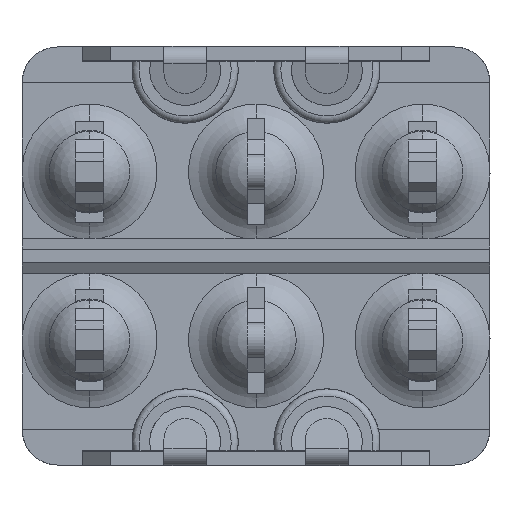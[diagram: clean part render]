
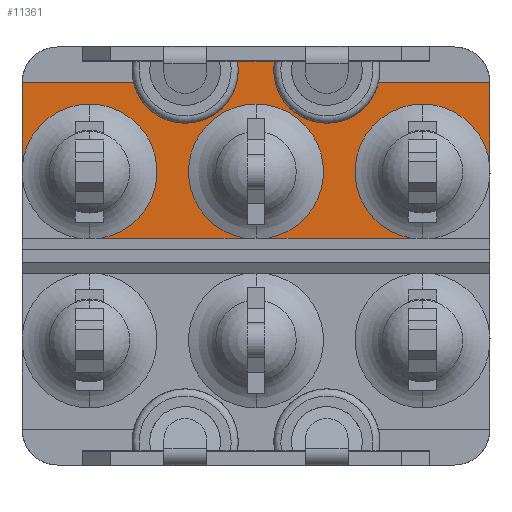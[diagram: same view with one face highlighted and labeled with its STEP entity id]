
A CAD part, front view. The second image highlights one B-rep face of the part: STEP entity #11361.
In plain terms, the highlighted planar face has unit normal (0, -1, 0).
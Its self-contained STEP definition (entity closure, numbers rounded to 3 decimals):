
#658=DIRECTION('',(-1.,0.,0.));
#659=VECTOR('',#658,1.042);
#660=CARTESIAN_POINT('',(0.521,0.35,5.5));
#661=LINE('',#660,#659);
#778=DIRECTION('',(0.,0.,1.));
#779=VECTOR('',#778,2.368);
#780=CARTESIAN_POINT('',(6.6,0.35,2.532));
#781=LINE('',#780,#779);
#848=CARTESIAN_POINT('',(4.7,0.35,2.381));
#849=DIRECTION('',(0.,1.,0.));
#850=DIRECTION('',(-0.161,0.,-0.987));
#851=AXIS2_PLACEMENT_3D('',#848,#849,#850);
#853=DIRECTION('',(1.,0.,0.));
#854=VECTOR('',#853,4.085);
#855=CARTESIAN_POINT('',(0.308,0.35,0.5));
#856=LINE('',#855,#854);
#857=CARTESIAN_POINT('',(0.,0.35,2.381));
#858=DIRECTION('',(0.,1.,0.));
#859=DIRECTION('',(0.,0.,1.));
#860=AXIS2_PLACEMENT_3D('',#857,#858,#859);
#862=CARTESIAN_POINT('',(0.,0.35,2.381));
#863=DIRECTION('',(0.,1.,0.));
#864=DIRECTION('',(-0.161,0.,-0.987));
#865=AXIS2_PLACEMENT_3D('',#862,#863,#864);
#867=DIRECTION('',(1.,0.,0.));
#868=VECTOR('',#867,4.085);
#869=CARTESIAN_POINT('',(-4.392,0.35,0.5));
#870=LINE('',#869,#868);
#871=CARTESIAN_POINT('',(-4.7,0.35,2.381));
#872=DIRECTION('',(0.,1.,0.));
#873=DIRECTION('',(0.,0.,1.));
#874=AXIS2_PLACEMENT_3D('',#871,#872,#873);
#876=CARTESIAN_POINT('',(-4.7,0.35,2.381));
#877=DIRECTION('',(0.,1.,0.));
#878=DIRECTION('',(-0.997,0.,0.079));
#879=AXIS2_PLACEMENT_3D('',#876,#877,#878);
#881=DIRECTION('',(1.,0.,0.));
#882=VECTOR('',#881,3.141);
#883=CARTESIAN_POINT('',(-6.6,0.35,4.9));
#884=LINE('',#883,#882);
#885=CARTESIAN_POINT('',(-2.,0.35,5.25));
#886=DIRECTION('',(0.,1.,0.));
#887=DIRECTION('',(0.986,0.,0.167));
#888=AXIS2_PLACEMENT_3D('',#885,#886,#887);
#890=CARTESIAN_POINT('',(2.,0.35,5.25));
#891=DIRECTION('',(0.,1.,0.));
#892=DIRECTION('',(0.972,0.,-0.233));
#893=AXIS2_PLACEMENT_3D('',#890,#891,#892);
#895=DIRECTION('',(-1.,0.,0.));
#896=VECTOR('',#895,3.141);
#897=CARTESIAN_POINT('',(6.6,0.35,4.9));
#898=LINE('',#897,#896);
#899=CARTESIAN_POINT('',(4.7,0.35,2.381));
#900=DIRECTION('',(0.,1.,0.));
#901=DIRECTION('',(0.,0.,1.));
#902=AXIS2_PLACEMENT_3D('',#899,#900,#901);
#1292=DIRECTION('',(0.,0.,-1.));
#1293=VECTOR('',#1292,2.368);
#1294=CARTESIAN_POINT('',(-6.6,0.35,4.9));
#1295=LINE('',#1294,#1293);
#8304=CARTESIAN_POINT('',(0.521,0.35,5.5));
#8305=CARTESIAN_POINT('',(-0.521,0.35,5.5));
#8306=VERTEX_POINT('',#8304);
#8307=VERTEX_POINT('',#8305);
#8332=CARTESIAN_POINT('',(6.6,0.35,4.9));
#8334=VERTEX_POINT('',#8332);
#8344=CARTESIAN_POINT('',(3.459,0.35,4.9));
#8345=VERTEX_POINT('',#8344);
#8373=CARTESIAN_POINT('',(-6.6,0.35,4.9));
#8375=VERTEX_POINT('',#8373);
#8376=CARTESIAN_POINT('',(-3.459,0.35,4.9));
#8377=VERTEX_POINT('',#8376);
#10066=CARTESIAN_POINT('',(-0.308,0.35,0.5));
#10067=CARTESIAN_POINT('',(0.,0.35,4.287));
#10068=VERTEX_POINT('',#10066);
#10069=VERTEX_POINT('',#10067);
#10070=CARTESIAN_POINT('',(0.308,0.35,0.5));
#10071=VERTEX_POINT('',#10070);
#10099=CARTESIAN_POINT('',(-6.6,0.35,2.532));
#10101=VERTEX_POINT('',#10099);
#10105=CARTESIAN_POINT('',(-4.7,0.35,4.287));
#10106=VERTEX_POINT('',#10105);
#10107=CARTESIAN_POINT('',(-4.392,0.35,0.5));
#10108=VERTEX_POINT('',#10107);
#10156=CARTESIAN_POINT('',(6.6,0.35,2.532));
#10158=VERTEX_POINT('',#10156);
#10160=CARTESIAN_POINT('',(4.392,0.35,0.5));
#10161=CARTESIAN_POINT('',(4.7,0.35,4.287));
#10162=VERTEX_POINT('',#10160);
#10163=VERTEX_POINT('',#10161);
#11327=CARTESIAN_POINT('',(0.,0.35,-2.5));
#11328=DIRECTION('',(0.,-1.,0.));
#11329=DIRECTION('',(0.,0.,-1.));
#11330=AXIS2_PLACEMENT_3D('',#11327,#11328,#11329);
#11331=PLANE('',#11330);
#11333=ORIENTED_EDGE('',*,*,#11332,.F.);
#11335=ORIENTED_EDGE('',*,*,#11334,.F.);
#11337=ORIENTED_EDGE('',*,*,#11336,.F.);
#11339=ORIENTED_EDGE('',*,*,#11338,.F.);
#11341=ORIENTED_EDGE('',*,*,#11340,.F.);
#11343=ORIENTED_EDGE('',*,*,#11342,.F.);
#11345=ORIENTED_EDGE('',*,*,#11344,.F.);
#11347=ORIENTED_EDGE('',*,*,#11346,.F.);
#11349=ORIENTED_EDGE('',*,*,#11348,.T.);
#11351=ORIENTED_EDGE('',*,*,#11350,.F.);
#11352=ORIENTED_EDGE('',*,*,#11088,.F.);
#11354=ORIENTED_EDGE('',*,*,#11353,.F.);
#11356=ORIENTED_EDGE('',*,*,#11355,.F.);
#11357=ORIENTED_EDGE('',*,*,#11253,.F.);
#11358=ORIENTED_EDGE('',*,*,#11295,.F.);
#11359=EDGE_LOOP('',(#11333,#11335,#11337,#11339,#11341,#11343,#11345,#11347,
#11349,#11351,#11352,#11354,#11356,#11357,#11358));
#11360=FACE_OUTER_BOUND('',#11359,.F.);
#852=CIRCLE('',#851,1.906);
#861=CIRCLE('',#860,1.906);
#866=CIRCLE('',#865,1.906);
#875=CIRCLE('',#874,1.906);
#880=CIRCLE('',#879,1.906);
#889=CIRCLE('',#888,1.5);
#894=CIRCLE('',#893,1.5);
#903=CIRCLE('',#902,1.906);
#11088=EDGE_CURVE('',#8306,#8307,#661,.T.);
#11253=EDGE_CURVE('',#10158,#8334,#781,.T.);
#11295=EDGE_CURVE('',#10163,#10158,#903,.T.);
#11332=EDGE_CURVE('',#10162,#10163,#852,.T.);
#11334=EDGE_CURVE('',#10071,#10162,#856,.T.);
#11336=EDGE_CURVE('',#10069,#10071,#861,.T.);
#11338=EDGE_CURVE('',#10068,#10069,#866,.T.);
#11340=EDGE_CURVE('',#10108,#10068,#870,.T.);
#11342=EDGE_CURVE('',#10106,#10108,#875,.T.);
#11344=EDGE_CURVE('',#10101,#10106,#880,.T.);
#11346=EDGE_CURVE('',#8375,#10101,#1295,.T.);
#11348=EDGE_CURVE('',#8375,#8377,#884,.T.);
#11350=EDGE_CURVE('',#8307,#8377,#889,.T.);
#11353=EDGE_CURVE('',#8345,#8306,#894,.T.);
#11355=EDGE_CURVE('',#8334,#8345,#898,.T.);
#11361=ADVANCED_FACE('',(#11360),#11331,.T.);
